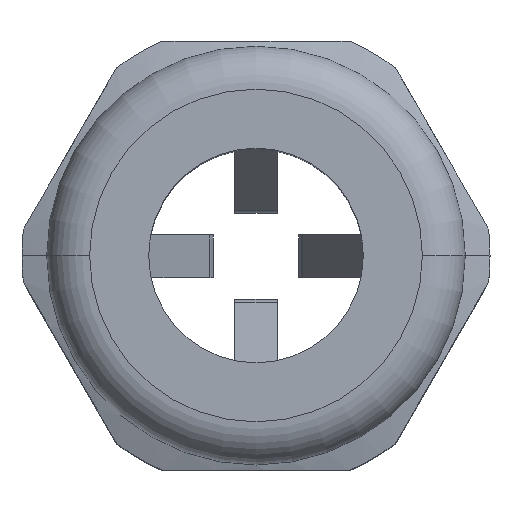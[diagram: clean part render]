
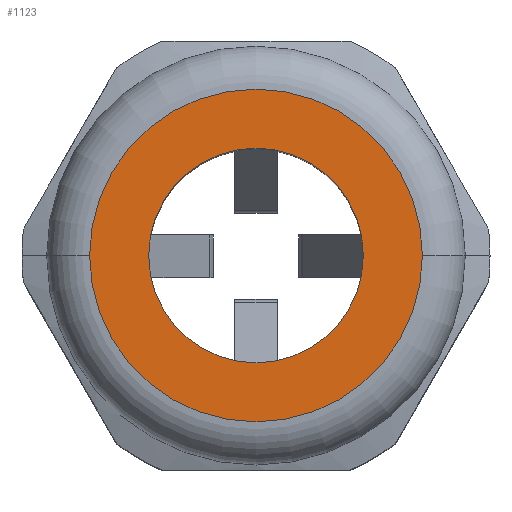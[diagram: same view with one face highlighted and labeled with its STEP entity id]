
A CAD part, top view. The second image highlights one B-rep face of the part: STEP entity #1123.
In plain terms, the highlighted planar face has unit normal (0, 0, 1).
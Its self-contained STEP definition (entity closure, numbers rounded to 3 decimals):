
#62 = AXIS2_PLACEMENT_3D ( 'NONE', #268, #261, #260 ) ;
#128 = AXIS2_PLACEMENT_3D ( 'NONE', #480, #479, #478 ) ;
#260 = DIRECTION ( 'NONE',  ( 1., 0., 0. ) ) ;
#261 = DIRECTION ( 'NONE',  ( 0., 0., 1. ) ) ;
#268 = CARTESIAN_POINT ( 'NONE',  ( 0., 0., 27. ) ) ;
#478 = DIRECTION ( 'NONE',  ( 1., 0., 0. ) ) ;
#479 = DIRECTION ( 'NONE',  ( 0., 0., 1. ) ) ;
#480 = CARTESIAN_POINT ( 'NONE',  ( 0., 0., 27. ) ) ;
#593 = FACE_BOUND ( 'NONE', #986, .T. ) ;
#596 = FACE_OUTER_BOUND ( 'NONE', #987, .T. ) ;
#601 = AXIS2_PLACEMENT_3D ( 'NONE', #1955, #1954, #1953 ) ;
#694 = CARTESIAN_POINT ( 'NONE',  ( 7.75, 0., 27. ) ) ;
#695 = CARTESIAN_POINT ( 'NONE',  ( -7.75, 0., 27. ) ) ;
#709 = CARTESIAN_POINT ( 'NONE',  ( -5., 0., 27. ) ) ;
#744 = CARTESIAN_POINT ( 'NONE',  ( 5., 0., 27. ) ) ;
#986 = EDGE_LOOP ( 'NONE', ( #1609, #1611 ) ) ;
#987 = EDGE_LOOP ( 'NONE', ( #1608, #1612 ) ) ;
#1123 = ADVANCED_FACE ( 'NONE', ( #593, #596 ), #1956, .T. ) ;
#1205 = EDGE_CURVE ( 'NONE', #2512, #2513, #1394, .T. ) ;
#1271 = EDGE_CURVE ( 'NONE', #2449, #2486, #1374, .T. ) ;
#1353 = CIRCLE ( 'NONE', #1516, 7.75 ) ;
#1357 = CIRCLE ( 'NONE', #1528, 5. ) ;
#1374 = CIRCLE ( 'NONE', #62, 5. ) ;
#1394 = CIRCLE ( 'NONE', #128, 7.75 ) ;
#1433 = EDGE_CURVE ( 'NONE', #2486, #2449, #1357, .T. ) ;
#1441 = EDGE_CURVE ( 'NONE', #2513, #2512, #1353, .T. ) ;
#1516 = AXIS2_PLACEMENT_3D ( 'NONE', #2089, #2085, #2084 ) ;
#1528 = AXIS2_PLACEMENT_3D ( 'NONE', #2114, #2110, #2109 ) ;
#1608 = ORIENTED_EDGE ( 'NONE', *, *, #1441, .T. ) ;
#1609 = ORIENTED_EDGE ( 'NONE', *, *, #1271, .F. ) ;
#1611 = ORIENTED_EDGE ( 'NONE', *, *, #1433, .F. ) ;
#1612 = ORIENTED_EDGE ( 'NONE', *, *, #1205, .T. ) ;
#1953 = DIRECTION ( 'NONE',  ( 1., 0., 0. ) ) ;
#1954 = DIRECTION ( 'NONE',  ( 0., 0., 1. ) ) ;
#1955 = CARTESIAN_POINT ( 'NONE',  ( 0., 0., 27. ) ) ;
#1956 = PLANE ( 'NONE',  #601 ) ;
#2084 = DIRECTION ( 'NONE',  ( 1., 0., 0. ) ) ;
#2085 = DIRECTION ( 'NONE',  ( 0., 0., 1. ) ) ;
#2089 = CARTESIAN_POINT ( 'NONE',  ( 0., 0., 27. ) ) ;
#2109 = DIRECTION ( 'NONE',  ( 1., 0., 0. ) ) ;
#2110 = DIRECTION ( 'NONE',  ( 0., 0., 1. ) ) ;
#2114 = CARTESIAN_POINT ( 'NONE',  ( 0., 0., 27. ) ) ;
#2449 = VERTEX_POINT ( 'NONE', #744 ) ;
#2486 = VERTEX_POINT ( 'NONE', #709 ) ;
#2512 = VERTEX_POINT ( 'NONE', #695 ) ;
#2513 = VERTEX_POINT ( 'NONE', #694 ) ;
